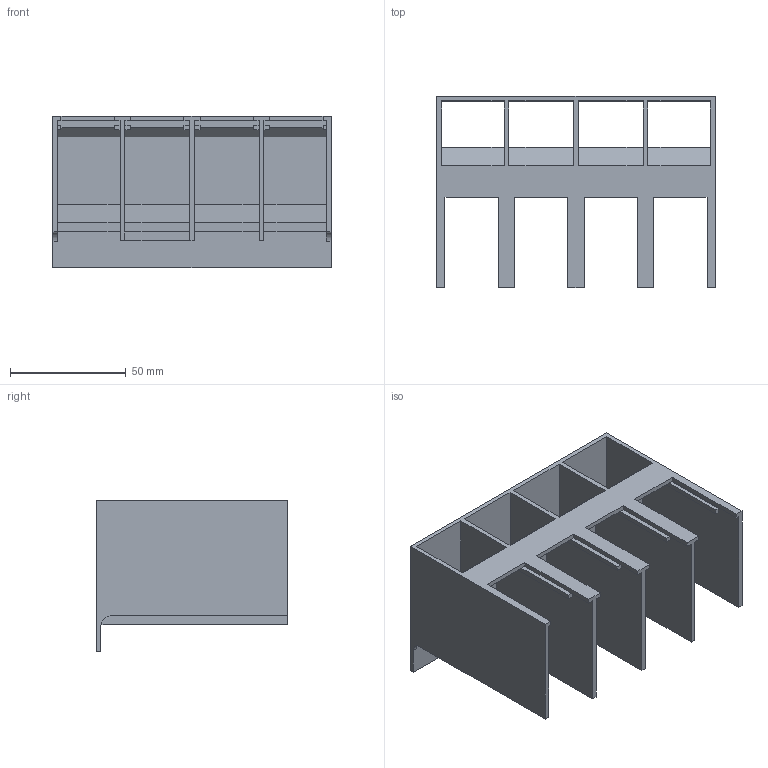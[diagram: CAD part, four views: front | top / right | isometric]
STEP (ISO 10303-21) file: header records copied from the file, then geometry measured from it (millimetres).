
FILE_DESCRIPTION(('CATIA V5 STEP Exchange'),'2;1');
FILE_NAME('1SDH001295R0291_1PA_001_00_XT2_4P_FIXED_HTC_SUP.stp','2014-11-11T15:24:55+00:00',('none'),('none'),'CATIA Version 5 Release 20 SP 1 (IN-10)','CATIA V5 STEP AP214','none');
FILE_SCHEMA(('AUTOMOTIVE_DESIGN { 1 0 10303 214 1 1 1 1 }'));
Length unit declared in the file: millimetre
Products named in the file (1): 1SDH001295R0291_1PA_001_00_XT2_4P_FIXED_HTC_SUP
Bounding box: 120 x 82.5 x 65.5 mm (x, y, z)
Volume: 77903.1 mm3; surface area: 79424.2 mm2
Topology: 1 solids, 1 shells, 122 faces, 376 edges, 252 vertices
Faces by surface type: plane 120, cylinder 2
Entity records: 3791 total; most frequent: ORIENTED_EDGE 752, CARTESIAN_POINT 695, DIRECTION 468, EDGE_CURVE 376, VECTOR 366, LINE 366, VERTEX_POINT 252, EDGE_LOOP 126
